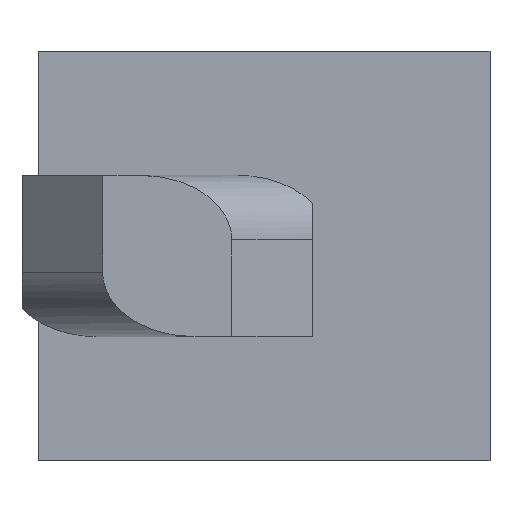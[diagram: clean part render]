
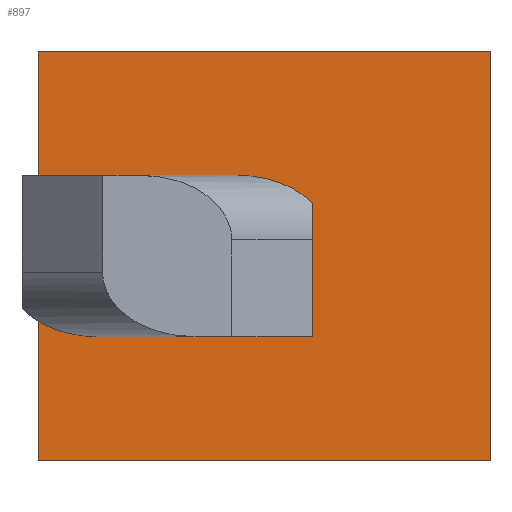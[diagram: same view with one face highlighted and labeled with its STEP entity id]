
A CAD part, left-side view. The second image highlights one B-rep face of the part: STEP entity #897.
In plain terms, the highlighted planar face has unit normal (-1, 0, 0).
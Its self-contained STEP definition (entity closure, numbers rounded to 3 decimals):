
#56=FACE_BOUND('',#130,.T.);
#77=FACE_OUTER_BOUND('',#129,.T.);
#129=EDGE_LOOP('',(#695,#696,#697,#698));
#130=EDGE_LOOP('',(#699,#700,#701,#702,#703,#704));
#198=LINE('',#1455,#289);
#200=LINE('',#1459,#291);
#203=LINE('',#1466,#294);
#204=LINE('',#1467,#295);
#205=LINE('',#1470,#296);
#206=LINE('',#1474,#297);
#207=LINE('',#1476,#298);
#208=LINE('',#1479,#299);
#289=VECTOR('',#1179,1000.);
#291=VECTOR('',#1183,1000.);
#294=VECTOR('',#1190,1000.);
#295=VECTOR('',#1191,1000.);
#296=VECTOR('',#1192,1000.);
#297=VECTOR('',#1195,1000.);
#298=VECTOR('',#1196,1000.);
#299=VECTOR('',#1199,1000.);
#367=CIRCLE('',#1014,2.5);
#368=CIRCLE('',#1015,2.5);
#417=VERTEX_POINT('',#1452);
#418=VERTEX_POINT('',#1454);
#419=VERTEX_POINT('',#1458);
#421=VERTEX_POINT('',#1465);
#422=VERTEX_POINT('',#1468);
#423=VERTEX_POINT('',#1469);
#424=VERTEX_POINT('',#1471);
#425=VERTEX_POINT('',#1473);
#426=VERTEX_POINT('',#1475);
#427=VERTEX_POINT('',#1477);
#520=EDGE_CURVE('',#418,#417,#198,.T.);
#522=EDGE_CURVE('',#417,#419,#200,.T.);
#526=EDGE_CURVE('',#418,#421,#203,.T.);
#527=EDGE_CURVE('',#421,#419,#204,.T.);
#528=EDGE_CURVE('',#422,#423,#205,.T.);
#529=EDGE_CURVE('',#424,#422,#367,.T.);
#530=EDGE_CURVE('',#425,#424,#206,.T.);
#531=EDGE_CURVE('',#426,#425,#207,.T.);
#532=EDGE_CURVE('',#427,#426,#368,.T.);
#533=EDGE_CURVE('',#423,#427,#208,.T.);
#695=ORIENTED_EDGE('',*,*,#526,.F.);
#696=ORIENTED_EDGE('',*,*,#520,.T.);
#697=ORIENTED_EDGE('',*,*,#522,.T.);
#698=ORIENTED_EDGE('',*,*,#527,.F.);
#699=ORIENTED_EDGE('',*,*,#528,.F.);
#700=ORIENTED_EDGE('',*,*,#529,.F.);
#701=ORIENTED_EDGE('',*,*,#530,.F.);
#702=ORIENTED_EDGE('',*,*,#531,.F.);
#703=ORIENTED_EDGE('',*,*,#532,.F.);
#704=ORIENTED_EDGE('',*,*,#533,.F.);
#856=PLANE('',#1013);
#897=ADVANCED_FACE('',(#77,#56),#856,.F.);
#1013=AXIS2_PLACEMENT_3D('',#1464,#1188,#1189);
#1014=AXIS2_PLACEMENT_3D('',#1472,#1193,#1194);
#1015=AXIS2_PLACEMENT_3D('',#1478,#1197,#1198);
#1179=DIRECTION('',(0.,1.,0.));
#1183=DIRECTION('',(0.,0.,-1.));
#1188=DIRECTION('center_axis',(1.,0.,0.));
#1189=DIRECTION('ref_axis',(0.,1.,0.));
#1190=DIRECTION('',(0.,0.,-1.));
#1191=DIRECTION('',(0.,1.,0.));
#1192=DIRECTION('',(0.,-1.,0.));
#1193=DIRECTION('center_axis',(-1.,0.,0.));
#1194=DIRECTION('ref_axis',(0.,1.,0.));
#1195=DIRECTION('',(0.,0.,-1.));
#1196=DIRECTION('',(0.,1.,0.));
#1197=DIRECTION('center_axis',(-1.,0.,0.));
#1198=DIRECTION('ref_axis',(0.,1.,0.));
#1199=DIRECTION('',(0.,0.,1.));
#1452=CARTESIAN_POINT('',(0.,0.,12.7));
#1454=CARTESIAN_POINT('',(0.,-14.,12.7));
#1455=CARTESIAN_POINT('',(0.,0.,12.7));
#1458=CARTESIAN_POINT('',(0.,0.,0.));
#1459=CARTESIAN_POINT('',(0.,0.,12.7));
#1464=CARTESIAN_POINT('Origin',(0.,0.,12.7));
#1465=CARTESIAN_POINT('',(0.,-14.,0.));
#1466=CARTESIAN_POINT('',(0.,-14.,12.7));
#1467=CARTESIAN_POINT('',(0.,0.,0.));
#1468=CARTESIAN_POINT('',(0.,-4.,3.85));
#1469=CARTESIAN_POINT('',(0.,-6.5,3.85));
#1470=CARTESIAN_POINT('',(0.,0.,3.85));
#1471=CARTESIAN_POINT('',(0.,-1.5,6.35));
#1472=CARTESIAN_POINT('Origin',(0.,-4.,6.35));
#1473=CARTESIAN_POINT('',(0.,-1.5,8.85));
#1474=CARTESIAN_POINT('',(0.,-1.5,12.7));
#1475=CARTESIAN_POINT('',(0.,-4.,8.85));
#1476=CARTESIAN_POINT('',(0.,0.,8.85));
#1477=CARTESIAN_POINT('',(0.,-6.5,6.35));
#1478=CARTESIAN_POINT('Origin',(0.,-4.,6.35));
#1479=CARTESIAN_POINT('',(0.,-6.5,12.7));
